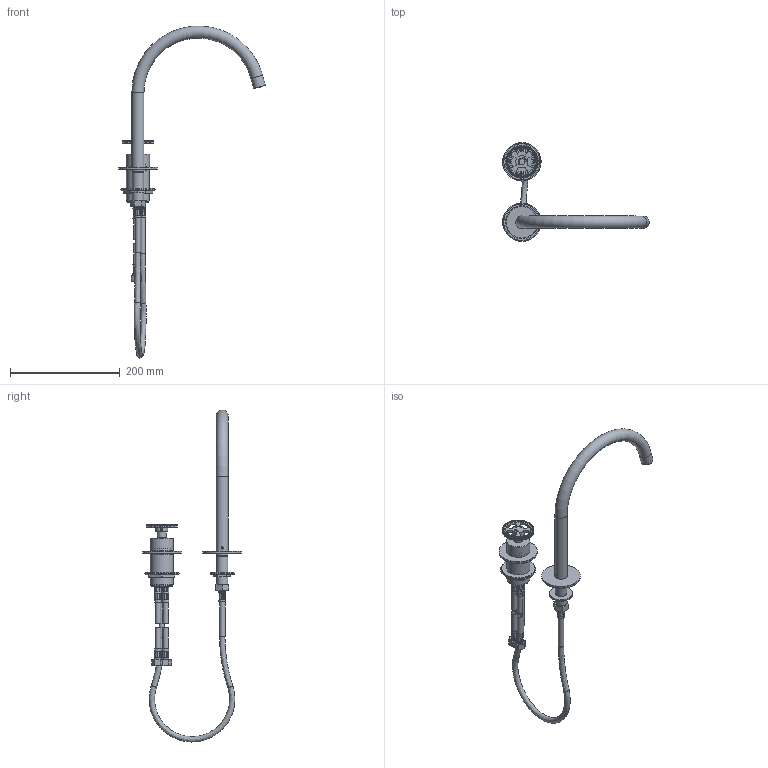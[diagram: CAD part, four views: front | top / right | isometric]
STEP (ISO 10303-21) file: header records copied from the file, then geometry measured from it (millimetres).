
FILE_DESCRIPTION(/* description */ ('Unknown'),/* implementation_level */ '2;1');
FILE_NAME(/* name */ 'CW023-00',/* time_stamp */ '2019-11-09T12:14:16+01:00',/* author */ ('Unknown'),/* organization */ ('Unknown'),/* preprocessor_version */ 'ST-DEVELOPER v16.7',/* originating_system */ 'DEX',/* authorisation */ $);
FILE_SCHEMA (('AUTOMOTIVE_DESIGN {1 0 10303 214 3 1 1}'));
Length unit declared in the file: millimetre
Products named in the file (56): CW023-00; E001-002; 001s_13; 001s_14; 001s_15; MIX; CW003-02; CB003-005; BR003-002-1 treccia; BR003-002-2 oring7.65x1.78.1; BR003-002-3 bussola_aggraffatura; BR003-002-4 treccia1; BR003-002-5 guarnizione_inserita; BR003-002-9 codolo_m10x1; BR003-002-6 bussola_aggraffatura1; BR003-002-7 codolo_cartella; BR003-002-8 calotta_3-8; CW023-05; CW023-09; CW023-01; CB029-13; CW003-07; CW003-06; CW023-001; CW023-08; CW023-07; CW023-06; CW003-08; CW003-10; CW023-04; CW023-10; CW003-01; AR073-007 CW023; treccia g1-2 ar073-CW023; bussola_aggraffatura.2.1; guarnizione_inserita; codolo_cartella.1; calotta_1-2; CW003-001; Mix-Progressiv29 ...
Assembly tree (68 placements, depth 4):
  CW023-00
    E001-002
      001s_13
      001s_14
      001s_15
    MIX
      CW003-02
      CB003-005
        BR003-002-1 treccia
        BR003-002-2 oring7.65x1.78.1
        BR003-002-3 bussola_aggraffatura
        BR003-002-4 treccia1
        BR003-002-5 guarnizione_inserita
        BR003-002-9 codolo_m10x1
        BR003-002-6 bussola_aggraffatura1
        BR003-002-7 codolo_cartella
        BR003-002-8 calotta_3-8
      CW023-05
      CW023-09
      CW023-01
      CB029-13
      CW003-07
      CW003-06
      CW023-001
        CW023-08
        CW023-07
        CW023-06
      CW003-08
      CW003-10
      CW023-04
      CW023-10
      CW003-01
      AR073-007 CW023
        treccia g1-2 ar073-CW023
        bussola_aggraffatura.2.1
        guarnizione_inserita
        codolo_cartella.1
        calotta_1-2
        BR003-002-6 bussola_aggraffatura1
        BR003-002-9 codolo_m10x1
        BR003-002-2 oring7.65x1.78.1
      CW003-001
        Mix-Progressiv29
      CB003-004
        BR003-002-1 treccia
        BR003-002-2 oring7.65x1.78.1
        BR003-002-3 bussola_aggraffatura
        BR003-002-4 treccia1
        BR003-002-5 guarnizione_inserita
        BR003-002-9 codolo_m10x1
        BR003-002-6 bussola_aggraffatura1
        BR003-002-7 codolo_cartella
        BR003-002-8 calotta_3-8
      CB031-05 rel1
      CW023-03
    CW023-02
    CB004-06
    CB004-10
    CB040-001
      grano bocca
Bounding box: 266.82 x 180 x 604.08 mm (x, y, z)
Volume: 223062.6 mm3; surface area: 249959.4 mm2
Topology: 60 solids, 264 shells, 3726 faces, 8108 edges, 5015 vertices
Faces by surface type: plane 1247, cylinder 1120, bspline 757, torus 355, cone 246, sphere 1
Full cylindrical faces by diameter (mm): 0.75 x204, 1.65 x1, 2 x4, 3.242 x1, 3.35 x1, 4 x9, 4.2 x2, 5 x2, 5.2 x18, 5.8 x1, 6 x6, 6.5 x2, 6.95 x1, 7 x18, 7.2 x6, 7.3 x1, 8.2 x3, 8.5 x1, 8.85 x1, 8.917 x8, 9 x8, 9.56 x6, 10 x13, 10.5 x6, 10.7 x3, 11 x9, 11.3 x1, 11.5 x4, 11.501 x6, 11.85 x1
Entity records: 122255 total; most frequent: CARTESIAN_POINT 33820, DIRECTION 13361, ORIENTED_EDGE 13128, EDGE_CURVE 6564, AXIS2_PLACEMENT_3D 5858, VERTEX_POINT 4350, FACE_BOUND 4252, EDGE_LOOP 4245
